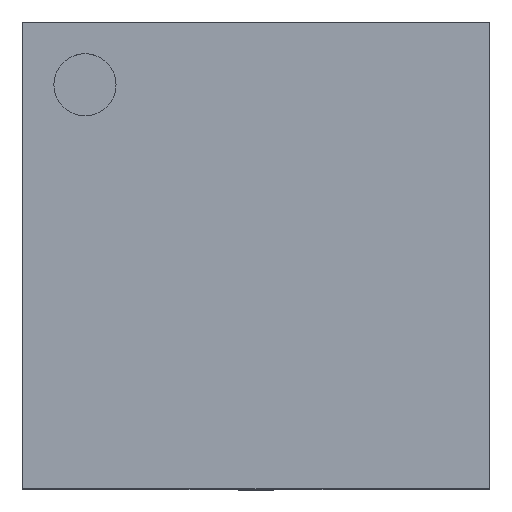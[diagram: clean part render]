
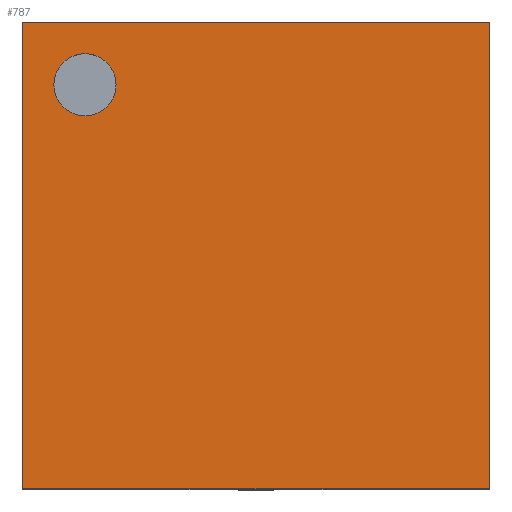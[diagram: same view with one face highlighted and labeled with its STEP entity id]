
A CAD part, top view. The second image highlights one B-rep face of the part: STEP entity #787.
In plain terms, the highlighted planar face has unit normal (0, 0, 1).
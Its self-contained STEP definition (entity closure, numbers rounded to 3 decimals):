
#103 = EDGE_LOOP ( 'NONE', ( #227, #1281 ) ) ;
#111 = CARTESIAN_POINT ( 'NONE',  ( -1.5, 1.5, 0.9 ) ) ;
#179 = ORIENTED_EDGE ( 'NONE', *, *, #3581, .T. ) ;
#204 = VECTOR ( 'NONE', #2037, 1000. ) ;
#227 = ORIENTED_EDGE ( 'NONE', *, *, #2679, .T. ) ;
#419 = DIRECTION ( 'NONE',  ( 1., 0., 0. ) ) ;
#440 = ORIENTED_EDGE ( 'NONE', *, *, #2908, .T. ) ;
#529 = DIRECTION ( 'NONE',  ( -1., 0., 0. ) ) ;
#551 = EDGE_CURVE ( 'NONE', #2913, #1459, #2880, .T. ) ;
#564 = CARTESIAN_POINT ( 'NONE',  ( 0., 1.5, 0.9 ) ) ;
#666 = CIRCLE ( 'NONE', #3340, 0.2 ) ;
#704 = PLANE ( 'NONE',  #2276 ) ;
#740 = VERTEX_POINT ( 'NONE', #111 ) ;
#787 = ADVANCED_FACE ( 'NONE', ( #3659, #3640 ), #704, .T. ) ;
#909 = CARTESIAN_POINT ( 'NONE',  ( -1.3, 1.1, 0.9 ) ) ;
#1005 = CARTESIAN_POINT ( 'NONE',  ( 0., 0., 0.9 ) ) ;
#1148 = CARTESIAN_POINT ( 'NONE',  ( 0., -1.5, 0.9 ) ) ;
#1186 = VERTEX_POINT ( 'NONE', #1815 ) ;
#1216 = CARTESIAN_POINT ( 'NONE',  ( 1.5, 0., 0.9 ) ) ;
#1281 = ORIENTED_EDGE ( 'NONE', *, *, #551, .T. ) ;
#1297 = DIRECTION ( 'NONE',  ( 0., 0., -1. ) ) ;
#1306 = AXIS2_PLACEMENT_3D ( 'NONE', #3509, #3548, #3265 ) ;
#1398 = DIRECTION ( 'NONE',  ( 1., 0., 0. ) ) ;
#1453 = EDGE_CURVE ( 'NONE', #3046, #1186, #2324, .T. ) ;
#1459 = VERTEX_POINT ( 'NONE', #3513 ) ;
#1815 = CARTESIAN_POINT ( 'NONE',  ( 1.5, 1.5, 0.9 ) ) ;
#1826 = VECTOR ( 'NONE', #529, 1000. ) ;
#1830 = VECTOR ( 'NONE', #1398, 1000. ) ;
#1937 = ORIENTED_EDGE ( 'NONE', *, *, #3174, .T. ) ;
#1938 = LINE ( 'NONE', #564, #1826 ) ;
#2037 = DIRECTION ( 'NONE',  ( 0., 1., 0. ) ) ;
#2148 = CARTESIAN_POINT ( 'NONE',  ( 1.5, -1.5, 0.9 ) ) ;
#2276 = AXIS2_PLACEMENT_3D ( 'NONE', #1005, #3155, #2583 ) ;
#2324 = LINE ( 'NONE', #1216, #204 ) ;
#2326 = LINE ( 'NONE', #1148, #1830 ) ;
#2370 = DIRECTION ( 'NONE',  ( 0., -1., 0. ) ) ;
#2583 = DIRECTION ( 'NONE',  ( 1., 0., 0. ) ) ;
#2679 = EDGE_CURVE ( 'NONE', #1459, #2913, #666, .T. ) ;
#2693 = CARTESIAN_POINT ( 'NONE',  ( -1.5, 0., 0.9 ) ) ;
#2880 = CIRCLE ( 'NONE', #1306, 0.2 ) ;
#2908 = EDGE_CURVE ( 'NONE', #740, #3074, #2942, .T. ) ;
#2913 = VERTEX_POINT ( 'NONE', #909 ) ;
#2942 = LINE ( 'NONE', #2693, #3096 ) ;
#2952 = ORIENTED_EDGE ( 'NONE', *, *, #1453, .T. ) ;
#3024 = CARTESIAN_POINT ( 'NONE',  ( -1.1, 1.1, 0.9 ) ) ;
#3038 = CARTESIAN_POINT ( 'NONE',  ( -1.5, -1.5, 0.9 ) ) ;
#3046 = VERTEX_POINT ( 'NONE', #2148 ) ;
#3074 = VERTEX_POINT ( 'NONE', #3038 ) ;
#3096 = VECTOR ( 'NONE', #2370, 1000. ) ;
#3155 = DIRECTION ( 'NONE',  ( 0., 0., 1. ) ) ;
#3174 = EDGE_CURVE ( 'NONE', #1186, #740, #1938, .T. ) ;
#3265 = DIRECTION ( 'NONE',  ( 1., 0., 0. ) ) ;
#3340 = AXIS2_PLACEMENT_3D ( 'NONE', #3024, #1297, #419 ) ;
#3509 = CARTESIAN_POINT ( 'NONE',  ( -1.1, 1.1, 0.9 ) ) ;
#3513 = CARTESIAN_POINT ( 'NONE',  ( -0.9, 1.1, 0.9 ) ) ;
#3548 = DIRECTION ( 'NONE',  ( 0., 0., -1. ) ) ;
#3581 = EDGE_CURVE ( 'NONE', #3074, #3046, #2326, .T. ) ;
#3640 = FACE_BOUND ( 'NONE', #103, .T. ) ;
#3659 = FACE_OUTER_BOUND ( 'NONE', #3724, .T. ) ;
#3724 = EDGE_LOOP ( 'NONE', ( #440, #179, #2952, #1937 ) ) ;
